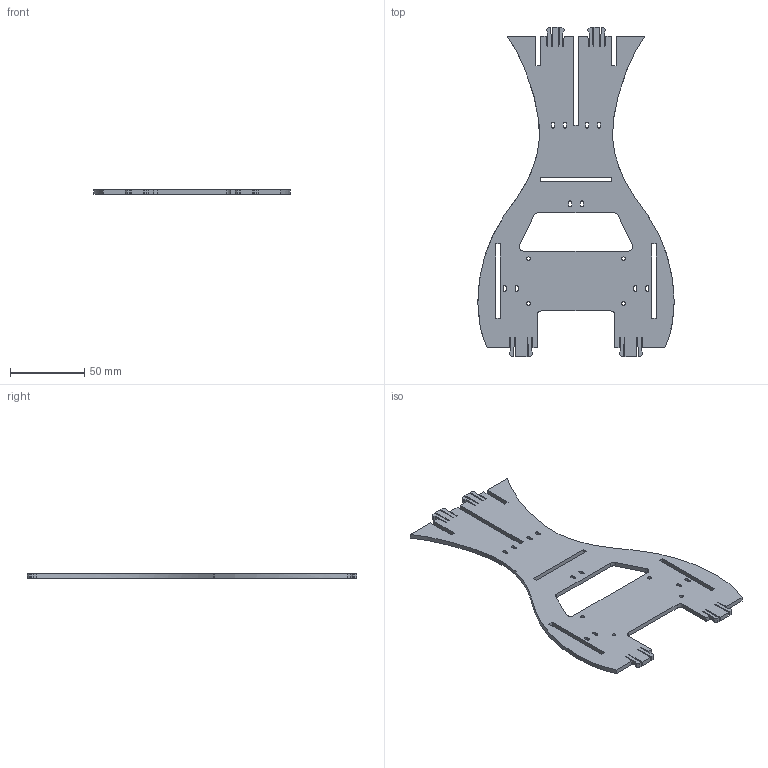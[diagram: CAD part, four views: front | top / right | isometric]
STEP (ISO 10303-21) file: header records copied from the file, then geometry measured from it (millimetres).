
FILE_DESCRIPTION (( 'STEP AP203' ), '1' );
FILE_NAME ('frame-1-6.step', '2015-02-17T13:07:57', ( 'Cesar' ), ( '' ), 'SwSTEP 2.0', 'SolidWorks 2013', '' );
FILE_SCHEMA (( 'CONFIG_CONTROL_DESIGN' ));
Length unit declared in the file: millimetre
Products named in the file (1): frame-1-6
Bounding box: 132.25 x 222 x 3 mm (x, y, z)
Volume: 45504 mm3; surface area: 36096 mm2
Topology: 1 solids, 1 shells, 193 faces, 573 edges, 382 vertices
Faces by surface type: plane 154, cylinder 35, bspline 4
Entity records: 7473 total; most frequent: CARTESIAN_POINT 2104, ORIENTED_EDGE 1146, DIRECTION 1015, EDGE_CURVE 573, VECTOR 495, LINE 495, VERTEX_POINT 382, AXIS2_PLACEMENT_3D 260
